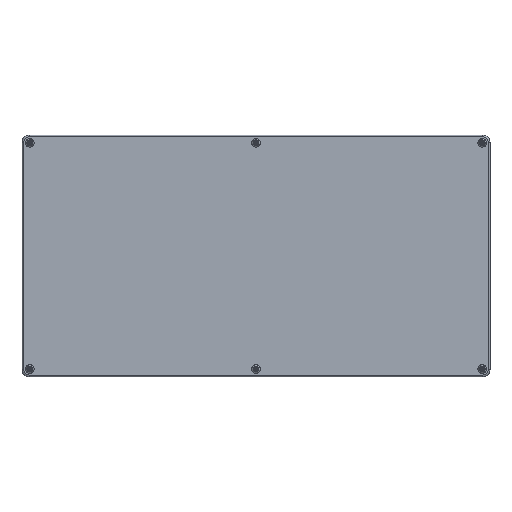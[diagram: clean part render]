
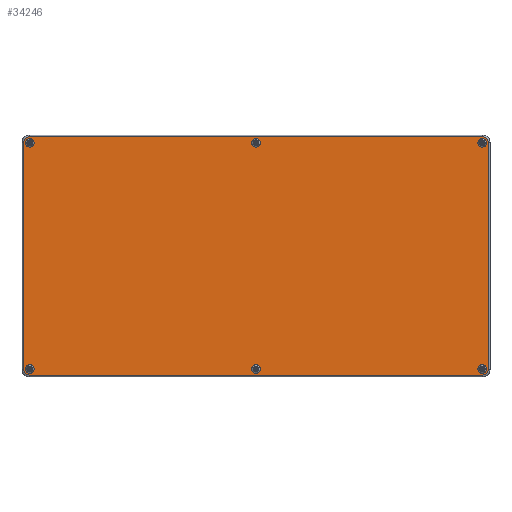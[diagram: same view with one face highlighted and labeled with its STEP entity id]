
A CAD part, top view. The second image highlights one B-rep face of the part: STEP entity #34246.
In plain terms, the highlighted planar face has unit normal (0, 0, 1).
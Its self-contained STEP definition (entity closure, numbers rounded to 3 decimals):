
#29690=CARTESIAN_POINT('',(-284.4,-145.,20.0));
#29691=VERTEX_POINT('',#29690);
#29692=CARTESIAN_POINT('',(-290.,-145.,20.0));
#29693=DIRECTION('',(0.0,0.0,-1.0));
#29694=DIRECTION('',(-1.0,0.0,0.0));
#29695=AXIS2_PLACEMENT_3D('',#29692,#29693,#29694);
#29696=CIRCLE('',#29695,5.6);
#29697=EDGE_CURVE('',#29691,#29691,#29696,.T.);
#29730=CARTESIAN_POINT('',(295.6,-145.,20.0));
#29731=VERTEX_POINT('',#29730);
#29732=CARTESIAN_POINT('',(290.,-145.,20.0));
#29733=DIRECTION('',(0.0,0.0,-1.0));
#29734=DIRECTION('',(-1.0,0.0,0.0));
#29735=AXIS2_PLACEMENT_3D('',#29732,#29733,#29734);
#29736=CIRCLE('',#29735,5.6);
#29737=EDGE_CURVE('',#29731,#29731,#29736,.T.);
#29770=CARTESIAN_POINT('',(5.6,-145.,20.0));
#29771=VERTEX_POINT('',#29770);
#29772=CARTESIAN_POINT('',(0.,-145.,20.0));
#29773=DIRECTION('',(0.0,0.0,-1.0));
#29774=DIRECTION('',(-1.0,0.0,0.0));
#29775=AXIS2_PLACEMENT_3D('',#29772,#29773,#29774);
#29776=CIRCLE('',#29775,5.6);
#29777=EDGE_CURVE('',#29771,#29771,#29776,.T.);
#29810=CARTESIAN_POINT('',(5.6,145.,20.0));
#29811=VERTEX_POINT('',#29810);
#29812=CARTESIAN_POINT('',(0.,145.,20.0));
#29813=DIRECTION('',(0.0,0.0,-1.0));
#29814=DIRECTION('',(-1.0,0.0,0.0));
#29815=AXIS2_PLACEMENT_3D('',#29812,#29813,#29814);
#29816=CIRCLE('',#29815,5.6);
#29817=EDGE_CURVE('',#29811,#29811,#29816,.T.);
#29850=CARTESIAN_POINT('',(295.6,145.,20.0));
#29851=VERTEX_POINT('',#29850);
#29852=CARTESIAN_POINT('',(290.,145.,20.0));
#29853=DIRECTION('',(0.0,0.0,-1.0));
#29854=DIRECTION('',(-1.0,0.0,0.0));
#29855=AXIS2_PLACEMENT_3D('',#29852,#29853,#29854);
#29856=CIRCLE('',#29855,5.6);
#29857=EDGE_CURVE('',#29851,#29851,#29856,.T.);
#29890=CARTESIAN_POINT('',(-284.4,145.,20.0));
#29891=VERTEX_POINT('',#29890);
#29892=CARTESIAN_POINT('',(-290.,145.,20.0));
#29893=DIRECTION('',(0.0,0.0,-1.0));
#29894=DIRECTION('',(-1.0,0.0,0.0));
#29895=AXIS2_PLACEMENT_3D('',#29892,#29893,#29894);
#29896=CIRCLE('',#29895,5.6);
#29897=EDGE_CURVE('',#29891,#29891,#29896,.T.);
#33883=CARTESIAN_POINT('',(-291.,-152.686,20.0));
#33884=VERTEX_POINT('',#33883);
#33892=CARTESIAN_POINT('',(-297.686,-146.,20.0));
#33893=VERTEX_POINT('',#33892);
#33894=CARTESIAN_POINT('',(-291.,-146.,20.0));
#33895=DIRECTION('',(0.0,0.0,-1.0));
#33896=DIRECTION('',(-0.707,-0.707,0.0));
#33897=AXIS2_PLACEMENT_3D('',#33894,#33895,#33896);
#33898=CIRCLE('',#33897,6.686);
#33899=EDGE_CURVE('',#33884,#33893,#33898,.T.);
#33925=CARTESIAN_POINT('',(-297.686,146.,20.0));
#33926=VERTEX_POINT('',#33925);
#33943=CARTESIAN_POINT('',(-297.686,-146.,20.0));
#33944=DIRECTION('',(0.0,1.0,0.0));
#33945=VECTOR('',#33944,292.);
#33946=LINE('',#33943,#33945);
#33947=EDGE_CURVE('',#33893,#33926,#33946,.T.);
#33957=CARTESIAN_POINT('',(-291.,152.686,20.0));
#33958=VERTEX_POINT('',#33957);
#33976=CARTESIAN_POINT('',(-291.,146.,20.0));
#33977=DIRECTION('',(0.0,0.0,-1.0));
#33978=DIRECTION('',(-0.707,0.707,0.0));
#33979=AXIS2_PLACEMENT_3D('',#33976,#33977,#33978);
#33980=CIRCLE('',#33979,6.686);
#33981=EDGE_CURVE('',#33926,#33958,#33980,.T.);
#33991=CARTESIAN_POINT('',(291.,152.686,20.0));
#33992=VERTEX_POINT('',#33991);
#34009=CARTESIAN_POINT('',(-291.,152.686,20.0));
#34010=DIRECTION('',(1.0,0.0,0.0));
#34011=VECTOR('',#34010,582.);
#34012=LINE('',#34009,#34011);
#34013=EDGE_CURVE('',#33958,#33992,#34012,.T.);
#34023=CARTESIAN_POINT('',(297.686,146.,20.0));
#34024=VERTEX_POINT('',#34023);
#34042=CARTESIAN_POINT('',(291.,146.,20.0));
#34043=DIRECTION('',(0.0,0.0,-1.0));
#34044=DIRECTION('',(0.707,0.707,0.0));
#34045=AXIS2_PLACEMENT_3D('',#34042,#34043,#34044);
#34046=CIRCLE('',#34045,6.686);
#34047=EDGE_CURVE('',#33992,#34024,#34046,.T.);
#34057=CARTESIAN_POINT('',(297.686,-146.,20.0));
#34058=VERTEX_POINT('',#34057);
#34075=CARTESIAN_POINT('',(297.686,146.,20.0));
#34076=DIRECTION('',(0.0,-1.0,0.0));
#34077=VECTOR('',#34076,292.);
#34078=LINE('',#34075,#34077);
#34079=EDGE_CURVE('',#34024,#34058,#34078,.T.);
#34089=CARTESIAN_POINT('',(291.,-152.686,20.0));
#34090=VERTEX_POINT('',#34089);
#34108=CARTESIAN_POINT('',(291.,-146.,20.0));
#34109=DIRECTION('',(0.0,0.0,-1.0));
#34110=DIRECTION('',(0.707,-0.707,0.0));
#34111=AXIS2_PLACEMENT_3D('',#34108,#34109,#34110);
#34112=CIRCLE('',#34111,6.686);
#34113=EDGE_CURVE('',#34058,#34090,#34112,.T.);
#34131=CARTESIAN_POINT('',(291.,-152.686,20.0));
#34132=DIRECTION('',(-1.0,0.0,0.0));
#34133=VECTOR('',#34132,582.);
#34134=LINE('',#34131,#34133);
#34135=EDGE_CURVE('',#34090,#33884,#34134,.T.);
#34213=CARTESIAN_POINT('',(0.,0.,20.0));
#34214=DIRECTION('',(0.0,0.0,1.0));
#34215=DIRECTION('',(1.0,0.0,0.0));
#34216=AXIS2_PLACEMENT_3D('',#34213,#34214,#34215);
#34217=PLANE('',#34216);
#34218=ORIENTED_EDGE('',*,*,#33899,.F.);
#34219=ORIENTED_EDGE('',*,*,#34135,.F.);
#34220=ORIENTED_EDGE('',*,*,#34113,.F.);
#34221=ORIENTED_EDGE('',*,*,#34079,.F.);
#34222=ORIENTED_EDGE('',*,*,#34047,.F.);
#34223=ORIENTED_EDGE('',*,*,#34013,.F.);
#34224=ORIENTED_EDGE('',*,*,#33981,.F.);
#34225=ORIENTED_EDGE('',*,*,#33947,.F.);
#34226=EDGE_LOOP('',(#34218,#34219,#34220,#34221,#34222,#34223,#34224,#34225));
#34227=FACE_OUTER_BOUND('',#34226,.T.);
#34228=ORIENTED_EDGE('',*,*,#29697,.T.);
#34229=EDGE_LOOP('',(#34228));
#34230=FACE_BOUND('',#34229,.T.);
#34231=ORIENTED_EDGE('',*,*,#29737,.T.);
#34232=EDGE_LOOP('',(#34231));
#34233=FACE_BOUND('',#34232,.T.);
#34234=ORIENTED_EDGE('',*,*,#29777,.T.);
#34235=EDGE_LOOP('',(#34234));
#34236=FACE_BOUND('',#34235,.T.);
#34237=ORIENTED_EDGE('',*,*,#29817,.T.);
#34238=EDGE_LOOP('',(#34237));
#34239=FACE_BOUND('',#34238,.T.);
#34240=ORIENTED_EDGE('',*,*,#29857,.T.);
#34241=EDGE_LOOP('',(#34240));
#34242=FACE_BOUND('',#34241,.T.);
#34243=ORIENTED_EDGE('',*,*,#29897,.T.);
#34244=EDGE_LOOP('',(#34243));
#34245=FACE_BOUND('',#34244,.T.);
#34246=ADVANCED_FACE('',(#34227,#34230,#34233,#34236,#34239,#34242,#34245),#34217,.T.);
